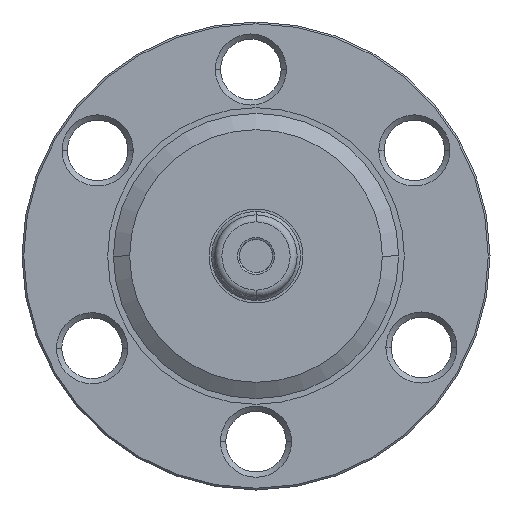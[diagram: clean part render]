
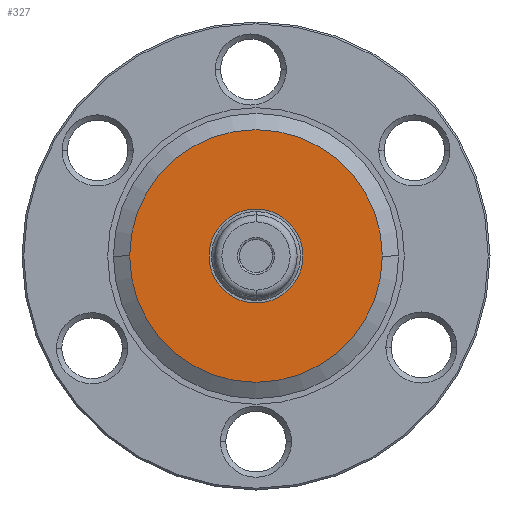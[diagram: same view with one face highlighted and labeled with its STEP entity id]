
A CAD part, front view. The second image highlights one B-rep face of the part: STEP entity #327.
In plain terms, the highlighted planar face has unit normal (0, -1, 0).
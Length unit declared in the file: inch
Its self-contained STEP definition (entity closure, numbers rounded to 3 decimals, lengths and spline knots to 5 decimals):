
#13 = EDGE_CURVE ( 'NONE', #2162, #2163, #2936, .T. ) ;
#19 = EDGE_CURVE ( 'NONE', #2164, #2167, #2924, .T. ) ;
#69 = CARTESIAN_POINT ( 'NONE',  ( -0.1335, -0.259, 0. ) ) ;
#70 = CARTESIAN_POINT ( 'NONE',  ( 0.1335, -0.259, 0. ) ) ;
#71 = CARTESIAN_POINT ( 'NONE',  ( -0.359, -0.259, 0. ) ) ;
#74 = CARTESIAN_POINT ( 'NONE',  ( 0.359, -0.259, 0. ) ) ;
#327 = ADVANCED_FACE ( 'NONE', ( #2875, #2881 ), #1580, .T. ) ;
#908 = EDGE_LOOP ( 'NONE', ( #2273, #2274 ) ) ;
#913 = EDGE_LOOP ( 'NONE', ( #2275, #2276 ) ) ;
#1128 = EDGE_CURVE ( 'NONE', #2167, #2164, #2662, .T. ) ;
#1129 = EDGE_CURVE ( 'NONE', #2163, #2162, #2660, .T. ) ;
#1393 = AXIS2_PLACEMENT_3D ( 'NONE', #1583, #1578, #1577 ) ;
#1577 = DIRECTION ( 'NONE',  ( 1., 0., 0. ) ) ;
#1578 = DIRECTION ( 'NONE',  ( 0., -1., 0. ) ) ;
#1580 = PLANE ( 'NONE',  #1393 ) ;
#1583 = CARTESIAN_POINT ( 'NONE',  ( 0., -0.259, 0. ) ) ;
#1736 = DIRECTION ( 'NONE',  ( 1., 0., 0. ) ) ;
#1739 = DIRECTION ( 'NONE',  ( 0., -1., 0. ) ) ;
#1742 = CARTESIAN_POINT ( 'NONE',  ( 0., -0.259, 0. ) ) ;
#1779 = DIRECTION ( 'NONE',  ( 1., 0., 0. ) ) ;
#1784 = DIRECTION ( 'NONE',  ( 0., -1., 0. ) ) ;
#1785 = CARTESIAN_POINT ( 'NONE',  ( 0., -0.259, 0. ) ) ;
#1789 = DIRECTION ( 'NONE',  ( 1., 0., 0. ) ) ;
#1790 = DIRECTION ( 'NONE',  ( 0., -1., 0. ) ) ;
#1791 = CARTESIAN_POINT ( 'NONE',  ( 0., -0.259, 0. ) ) ;
#2162 = VERTEX_POINT ( 'NONE', #69 ) ;
#2163 = VERTEX_POINT ( 'NONE', #70 ) ;
#2164 = VERTEX_POINT ( 'NONE', #71 ) ;
#2167 = VERTEX_POINT ( 'NONE', #74 ) ;
#2273 = ORIENTED_EDGE ( 'NONE', *, *, #1129, .F. ) ;
#2274 = ORIENTED_EDGE ( 'NONE', *, *, #13, .F. ) ;
#2275 = ORIENTED_EDGE ( 'NONE', *, *, #1128, .T. ) ;
#2276 = ORIENTED_EDGE ( 'NONE', *, *, #19, .T. ) ;
#2311 = AXIS2_PLACEMENT_3D ( 'NONE', #1791, #1790, #1789 ) ;
#2312 = AXIS2_PLACEMENT_3D ( 'NONE', #1785, #1784, #1779 ) ;
#2406 = AXIS2_PLACEMENT_3D ( 'NONE', #1742, #1739, #1736 ) ;
#2409 = AXIS2_PLACEMENT_3D ( 'NONE', #2935, #2934, #2930 ) ;
#2660 = CIRCLE ( 'NONE', #2311, 0.1335 ) ;
#2662 = CIRCLE ( 'NONE', #2312, 0.359 ) ;
#2875 = FACE_BOUND ( 'NONE', #908, .T. ) ;
#2881 = FACE_OUTER_BOUND ( 'NONE', #913, .T. ) ;
#2924 = CIRCLE ( 'NONE', #2406, 0.359 ) ;
#2930 = DIRECTION ( 'NONE',  ( 1., 0., 0. ) ) ;
#2934 = DIRECTION ( 'NONE',  ( 0., -1., 0. ) ) ;
#2936 = CIRCLE ( 'NONE', #2409, 0.1335 ) ;
#2935 = CARTESIAN_POINT ( 'NONE',  ( 0., -0.259, 0. ) ) ;
